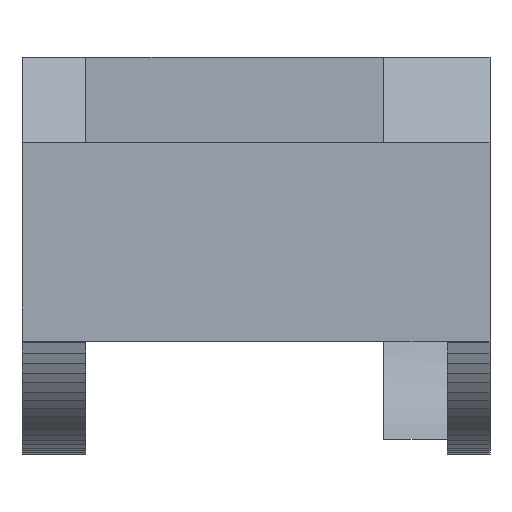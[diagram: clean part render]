
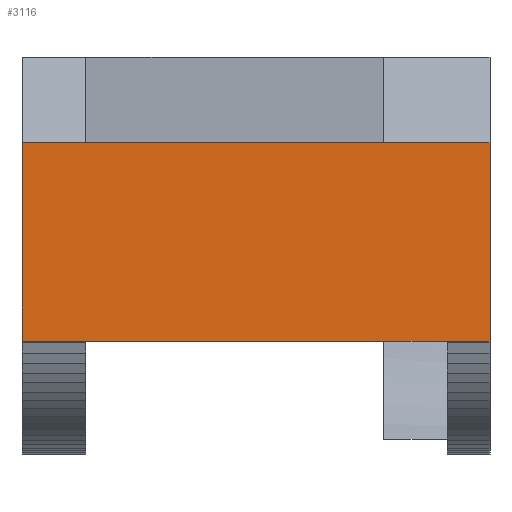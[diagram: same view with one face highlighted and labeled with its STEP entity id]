
A CAD part, front view. The second image highlights one B-rep face of the part: STEP entity #3116.
In plain terms, the highlighted planar face has unit normal (0, -1, 0).
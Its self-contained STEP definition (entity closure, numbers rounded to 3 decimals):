
#72 = PLANE('',#73);
#73 = AXIS2_PLACEMENT_3D('',#74,#75,#76);
#74 = CARTESIAN_POINT('',(-18.,-3.,113.));
#75 = DIRECTION('',(1.,0.,0.));
#76 = DIRECTION('',(0.,0.,1.));
#100 = PLANE('',#101);
#101 = AXIS2_PLACEMENT_3D('',#102,#103,#104);
#102 = CARTESIAN_POINT('',(-18.,0.,130.));
#103 = DIRECTION('',(0.,0.707,-0.707));
#104 = DIRECTION('',(-1.,-0.,-0.));
#310 = PLANE('',#311);
#311 = AXIS2_PLACEMENT_3D('',#312,#313,#314);
#312 = CARTESIAN_POINT('',(-18.,0.,130.));
#313 = DIRECTION('',(0.,0.707,-0.707));
#314 = DIRECTION('',(-1.,-0.,-0.));
#338 = PLANE('',#339);
#339 = AXIS2_PLACEMENT_3D('',#340,#341,#342);
#340 = CARTESIAN_POINT('',(15.,-3.,113.));
#341 = DIRECTION('',(1.,0.,0.));
#342 = DIRECTION('',(0.,0.,1.));
#567 = VERTEX_POINT('',#568);
#568 = CARTESIAN_POINT('',(15.,-3.,127.));
#589 = EDGE_CURVE('',#590,#567,#592,.T.);
#590 = VERTEX_POINT('',#591);
#591 = CARTESIAN_POINT('',(15.,-3.,113.));
#592 = SURFACE_CURVE('',#593,(#597,#604),.PCURVE_S1.);
#593 = LINE('',#594,#595);
#594 = CARTESIAN_POINT('',(15.,-3.,113.));
#595 = VECTOR('',#596,1.);
#596 = DIRECTION('',(0.,0.,1.));
#597 = PCURVE('',#338,#598);
#598 = DEFINITIONAL_REPRESENTATION('',(#599),#603);
#599 = LINE('',#600,#601);
#600 = CARTESIAN_POINT('',(0.,0.));
#601 = VECTOR('',#602,1.);
#602 = DIRECTION('',(1.,0.));
#603 = ( GEOMETRIC_REPRESENTATION_CONTEXT(2) 
PARAMETRIC_REPRESENTATION_CONTEXT() REPRESENTATION_CONTEXT('2D SPACE',''
  ) );
#604 = PCURVE('',#605,#610);
#605 = PLANE('',#606);
#606 = AXIS2_PLACEMENT_3D('',#607,#608,#609);
#607 = CARTESIAN_POINT('',(-18.,-3.,113.));
#608 = DIRECTION('',(0.,1.,0.));
#609 = DIRECTION('',(0.,0.,1.));
#610 = DEFINITIONAL_REPRESENTATION('',(#611),#615);
#611 = LINE('',#612,#613);
#612 = CARTESIAN_POINT('',(0.,33.));
#613 = VECTOR('',#614,1.);
#614 = DIRECTION('',(1.,0.));
#615 = ( GEOMETRIC_REPRESENTATION_CONTEXT(2) 
PARAMETRIC_REPRESENTATION_CONTEXT() REPRESENTATION_CONTEXT('2D SPACE',''
  ) );
#633 = PLANE('',#634);
#634 = AXIS2_PLACEMENT_3D('',#635,#636,#637);
#635 = CARTESIAN_POINT('',(-18.,-3.,113.));
#636 = DIRECTION('',(0.,0.,1.));
#637 = DIRECTION('',(1.,0.,0.));
#861 = VERTEX_POINT('',#862);
#862 = CARTESIAN_POINT('',(7.5,-3.,127.));
#881 = EDGE_CURVE('',#861,#567,#882,.T.);
#882 = SURFACE_CURVE('',#883,(#887,#894),.PCURVE_S1.);
#883 = LINE('',#884,#885);
#884 = CARTESIAN_POINT('',(-18.,-3.,127.));
#885 = VECTOR('',#886,1.);
#886 = DIRECTION('',(1.,0.,0.));
#887 = PCURVE('',#310,#888);
#888 = DEFINITIONAL_REPRESENTATION('',(#889),#893);
#889 = LINE('',#890,#891);
#890 = CARTESIAN_POINT('',(-0.,-4.243));
#891 = VECTOR('',#892,1.);
#892 = DIRECTION('',(-1.,0.));
#893 = ( GEOMETRIC_REPRESENTATION_CONTEXT(2) 
PARAMETRIC_REPRESENTATION_CONTEXT() REPRESENTATION_CONTEXT('2D SPACE',''
  ) );
#894 = PCURVE('',#605,#895);
#895 = DEFINITIONAL_REPRESENTATION('',(#896),#900);
#896 = LINE('',#897,#898);
#897 = CARTESIAN_POINT('',(14.,0.));
#898 = VECTOR('',#899,1.);
#899 = DIRECTION('',(0.,1.));
#900 = ( GEOMETRIC_REPRESENTATION_CONTEXT(2) 
PARAMETRIC_REPRESENTATION_CONTEXT() REPRESENTATION_CONTEXT('2D SPACE',''
  ) );
#924 = PLANE('',#925);
#925 = AXIS2_PLACEMENT_3D('',#926,#927,#928);
#926 = CARTESIAN_POINT('',(-13.5,-7.,127.));
#927 = DIRECTION('',(0.,0.,1.));
#928 = DIRECTION('',(1.,0.,0.));
#2170 = VERTEX_POINT('',#2171);
#2171 = CARTESIAN_POINT('',(-13.5,-3.,127.));
#2217 = VERTEX_POINT('',#2218);
#2218 = CARTESIAN_POINT('',(-18.,-3.,127.));
#2239 = EDGE_CURVE('',#2217,#2170,#2240,.T.);
#2240 = SURFACE_CURVE('',#2241,(#2245,#2252),.PCURVE_S1.);
#2241 = LINE('',#2242,#2243);
#2242 = CARTESIAN_POINT('',(-18.,-3.,127.));
#2243 = VECTOR('',#2244,1.);
#2244 = DIRECTION('',(1.,0.,0.));
#2245 = PCURVE('',#100,#2246);
#2246 = DEFINITIONAL_REPRESENTATION('',(#2247),#2251);
#2247 = LINE('',#2248,#2249);
#2248 = CARTESIAN_POINT('',(-0.,-4.243));
#2249 = VECTOR('',#2250,1.);
#2250 = DIRECTION('',(-1.,0.));
#2251 = ( GEOMETRIC_REPRESENTATION_CONTEXT(2) 
PARAMETRIC_REPRESENTATION_CONTEXT() REPRESENTATION_CONTEXT('2D SPACE',''
  ) );
#2252 = PCURVE('',#605,#2253);
#2253 = DEFINITIONAL_REPRESENTATION('',(#2254),#2258);
#2254 = LINE('',#2255,#2256);
#2255 = CARTESIAN_POINT('',(14.,0.));
#2256 = VECTOR('',#2257,1.);
#2257 = DIRECTION('',(0.,1.));
#2258 = ( GEOMETRIC_REPRESENTATION_CONTEXT(2) 
PARAMETRIC_REPRESENTATION_CONTEXT() REPRESENTATION_CONTEXT('2D SPACE',''
  ) );
#2267 = EDGE_CURVE('',#2268,#2217,#2270,.T.);
#2268 = VERTEX_POINT('',#2269);
#2269 = CARTESIAN_POINT('',(-18.,-3.,113.));
#2270 = SURFACE_CURVE('',#2271,(#2275,#2282),.PCURVE_S1.);
#2271 = LINE('',#2272,#2273);
#2272 = CARTESIAN_POINT('',(-18.,-3.,113.));
#2273 = VECTOR('',#2274,1.);
#2274 = DIRECTION('',(0.,0.,1.));
#2275 = PCURVE('',#72,#2276);
#2276 = DEFINITIONAL_REPRESENTATION('',(#2277),#2281);
#2277 = LINE('',#2278,#2279);
#2278 = CARTESIAN_POINT('',(0.,0.));
#2279 = VECTOR('',#2280,1.);
#2280 = DIRECTION('',(1.,0.));
#2281 = ( GEOMETRIC_REPRESENTATION_CONTEXT(2) 
PARAMETRIC_REPRESENTATION_CONTEXT() REPRESENTATION_CONTEXT('2D SPACE',''
  ) );
#2282 = PCURVE('',#605,#2283);
#2283 = DEFINITIONAL_REPRESENTATION('',(#2284),#2288);
#2284 = LINE('',#2285,#2286);
#2285 = CARTESIAN_POINT('',(0.,0.));
#2286 = VECTOR('',#2287,1.);
#2287 = DIRECTION('',(1.,0.));
#2288 = ( GEOMETRIC_REPRESENTATION_CONTEXT(2) 
PARAMETRIC_REPRESENTATION_CONTEXT() REPRESENTATION_CONTEXT('2D SPACE',''
  ) );
#2919 = EDGE_CURVE('',#2268,#590,#2920,.T.);
#2920 = SURFACE_CURVE('',#2921,(#2925,#2932),.PCURVE_S1.);
#2921 = LINE('',#2922,#2923);
#2922 = CARTESIAN_POINT('',(-18.,-3.,113.));
#2923 = VECTOR('',#2924,1.);
#2924 = DIRECTION('',(1.,0.,0.));
#2925 = PCURVE('',#633,#2926);
#2926 = DEFINITIONAL_REPRESENTATION('',(#2927),#2931);
#2927 = LINE('',#2928,#2929);
#2928 = CARTESIAN_POINT('',(0.,0.));
#2929 = VECTOR('',#2930,1.);
#2930 = DIRECTION('',(1.,0.));
#2931 = ( GEOMETRIC_REPRESENTATION_CONTEXT(2) 
PARAMETRIC_REPRESENTATION_CONTEXT() REPRESENTATION_CONTEXT('2D SPACE',''
  ) );
#2932 = PCURVE('',#605,#2933);
#2933 = DEFINITIONAL_REPRESENTATION('',(#2934),#2938);
#2934 = LINE('',#2935,#2936);
#2935 = CARTESIAN_POINT('',(0.,0.));
#2936 = VECTOR('',#2937,1.);
#2937 = DIRECTION('',(0.,1.));
#2938 = ( GEOMETRIC_REPRESENTATION_CONTEXT(2) 
PARAMETRIC_REPRESENTATION_CONTEXT() REPRESENTATION_CONTEXT('2D SPACE',''
  ) );
#3116 = ADVANCED_FACE('',(#3117),#605,.F.);
#3117 = FACE_BOUND('',#3118,.F.);
#3118 = EDGE_LOOP('',(#3119,#3120,#3121,#3122,#3123,#3144));
#3119 = ORIENTED_EDGE('',*,*,#589,.F.);
#3120 = ORIENTED_EDGE('',*,*,#2919,.F.);
#3121 = ORIENTED_EDGE('',*,*,#2267,.T.);
#3122 = ORIENTED_EDGE('',*,*,#2239,.T.);
#3123 = ORIENTED_EDGE('',*,*,#3124,.T.);
#3124 = EDGE_CURVE('',#2170,#861,#3125,.T.);
#3125 = SURFACE_CURVE('',#3126,(#3130,#3137),.PCURVE_S1.);
#3126 = LINE('',#3127,#3128);
#3127 = CARTESIAN_POINT('',(-18.,-3.,127.));
#3128 = VECTOR('',#3129,1.);
#3129 = DIRECTION('',(1.,0.,0.));
#3130 = PCURVE('',#605,#3131);
#3131 = DEFINITIONAL_REPRESENTATION('',(#3132),#3136);
#3132 = LINE('',#3133,#3134);
#3133 = CARTESIAN_POINT('',(14.,0.));
#3134 = VECTOR('',#3135,1.);
#3135 = DIRECTION('',(0.,1.));
#3136 = ( GEOMETRIC_REPRESENTATION_CONTEXT(2) 
PARAMETRIC_REPRESENTATION_CONTEXT() REPRESENTATION_CONTEXT('2D SPACE',''
  ) );
#3137 = PCURVE('',#924,#3138);
#3138 = DEFINITIONAL_REPRESENTATION('',(#3139),#3143);
#3139 = LINE('',#3140,#3141);
#3140 = CARTESIAN_POINT('',(-4.5,4.));
#3141 = VECTOR('',#3142,1.);
#3142 = DIRECTION('',(1.,0.));
#3143 = ( GEOMETRIC_REPRESENTATION_CONTEXT(2) 
PARAMETRIC_REPRESENTATION_CONTEXT() REPRESENTATION_CONTEXT('2D SPACE',''
  ) );
#3144 = ORIENTED_EDGE('',*,*,#881,.T.);
